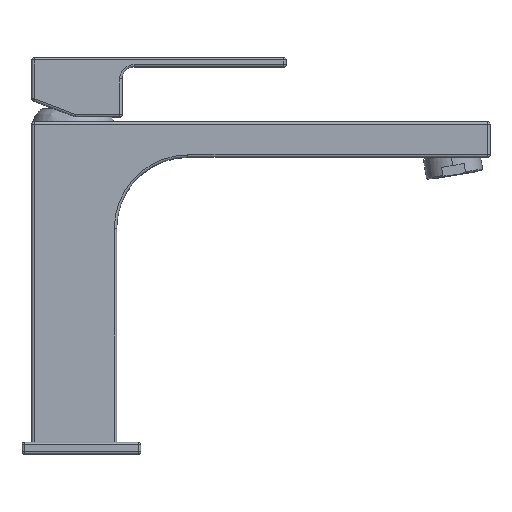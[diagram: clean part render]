
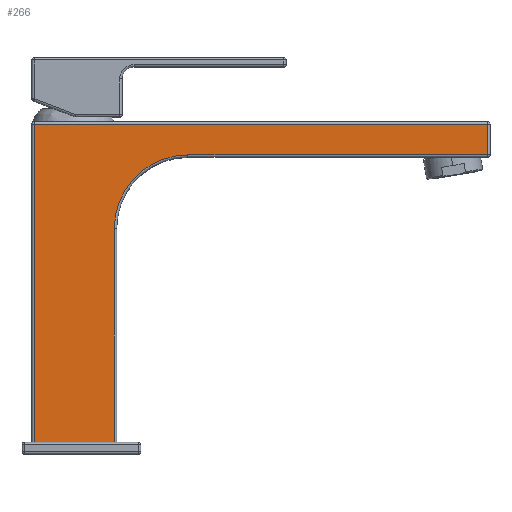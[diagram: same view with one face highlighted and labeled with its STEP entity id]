
A CAD part, top view. The second image highlights one B-rep face of the part: STEP entity #266.
In plain terms, the highlighted planar face has unit normal (0, 0, 1).
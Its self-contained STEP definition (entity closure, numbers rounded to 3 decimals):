
#146 = FACE_OUTER_BOUND ( 'NONE', #8502, .T. ) ;
#266 = ADVANCED_FACE ( 'NONE', ( #146 ), #18620, .T. ) ;
#800 = DIRECTION ( 'NONE',  ( -1., 0., 0. ) ) ;
#911 = CIRCLE ( 'NONE', #9860, 31. ) ;
#1034 = CARTESIAN_POINT ( 'NONE',  ( 114.07, 50.56, 214.75 ) ) ;
#1754 = CARTESIAN_POINT ( 'NONE',  ( -43.08, 19.56, 214.75 ) ) ;
#1794 = CARTESIAN_POINT ( 'NONE',  ( -12.08, 19.56, 214.75 ) ) ;
#1900 = DIRECTION ( 'NONE',  ( -1., 0., 0. ) ) ;
#2297 = CARTESIAN_POINT ( 'NONE',  ( -76.78, -70.44, 214.75 ) ) ;
#2359 = ORIENTED_EDGE ( 'NONE', *, *, #5611, .T. ) ;
#3256 = DIRECTION ( 'NONE',  ( 1., 0., 0. ) ) ;
#3619 = AXIS2_PLACEMENT_3D ( 'NONE', #15387, #4314, #15236 ) ;
#4238 = ORIENTED_EDGE ( 'NONE', *, *, #4792, .T. ) ;
#4314 = DIRECTION ( 'NONE',  ( 0., 0., 1. ) ) ;
#4461 = CARTESIAN_POINT ( 'NONE',  ( -43.08, -70.44, 214.75 ) ) ;
#4555 = VERTEX_POINT ( 'NONE', #17658 ) ;
#4792 = EDGE_CURVE ( 'NONE', #19035, #17727, #12606, .T. ) ;
#4848 = DIRECTION ( 'NONE',  ( 1., 0., 0. ) ) ;
#4954 = LINE ( 'NONE', #8820, #19709 ) ;
#5271 = VECTOR ( 'NONE', #1900, 1000. ) ;
#5599 = ORIENTED_EDGE ( 'NONE', *, *, #20706, .F. ) ;
#5611 = EDGE_CURVE ( 'NONE', #12279, #19035, #20555, .T. ) ;
#6006 = DIRECTION ( 'NONE',  ( 0., 1., 0. ) ) ;
#6262 = LINE ( 'NONE', #4461, #14233 ) ;
#7167 = ORIENTED_EDGE ( 'NONE', *, *, #14864, .T. ) ;
#7645 = VECTOR ( 'NONE', #16536, 1000. ) ;
#8055 = CARTESIAN_POINT ( 'NONE',  ( -76.78, 63.56, 214.75 ) ) ;
#8502 = EDGE_LOOP ( 'NONE', ( #7167, #20626, #5599, #11002, #9579, #2359, #4238 ) ) ;
#8660 = CARTESIAN_POINT ( 'NONE',  ( -12.08, 50.56, 214.75 ) ) ;
#8820 = CARTESIAN_POINT ( 'NONE',  ( -42.08, 63.56, 214.75 ) ) ;
#9106 = EDGE_CURVE ( 'NONE', #13651, #12279, #911, .T. ) ;
#9237 = VERTEX_POINT ( 'NONE', #8055 ) ;
#9579 = ORIENTED_EDGE ( 'NONE', *, *, #9106, .T. ) ;
#9860 = AXIS2_PLACEMENT_3D ( 'NONE', #1794, #15853, #3256 ) ;
#10163 = EDGE_CURVE ( 'NONE', #4555, #13651, #6262, .T. ) ;
#11002 = ORIENTED_EDGE ( 'NONE', *, *, #10163, .T. ) ;
#12209 = CARTESIAN_POINT ( 'NONE',  ( -42.08, -70.44, 214.75 ) ) ;
#12279 = VERTEX_POINT ( 'NONE', #8660 ) ;
#12606 = LINE ( 'NONE', #18146, #7645 ) ;
#13412 = LINE ( 'NONE', #2297, #15413 ) ;
#13651 = VERTEX_POINT ( 'NONE', #1754 ) ;
#13846 = VERTEX_POINT ( 'NONE', #19600 ) ;
#14232 = LINE ( 'NONE', #12209, #5271 ) ;
#14233 = VECTOR ( 'NONE', #6006, 1000. ) ;
#14392 = CARTESIAN_POINT ( 'NONE',  ( -42.08, 50.56, 214.75 ) ) ;
#14864 = EDGE_CURVE ( 'NONE', #17727, #9237, #4954, .T. ) ;
#15236 = DIRECTION ( 'NONE',  ( 1., 0., 0. ) ) ;
#15387 = CARTESIAN_POINT ( 'NONE',  ( -42.08, -70.44, 214.75 ) ) ;
#15413 = VECTOR ( 'NONE', #18249, 1000. ) ;
#15853 = DIRECTION ( 'NONE',  ( 0., 0., -1. ) ) ;
#16303 = VECTOR ( 'NONE', #4848, 1000. ) ;
#16536 = DIRECTION ( 'NONE',  ( 0., 1., 0. ) ) ;
#17658 = CARTESIAN_POINT ( 'NONE',  ( -43.08, -70.44, 214.75 ) ) ;
#17727 = VERTEX_POINT ( 'NONE', #17991 ) ;
#17991 = CARTESIAN_POINT ( 'NONE',  ( 114.07, 63.56, 214.75 ) ) ;
#18146 = CARTESIAN_POINT ( 'NONE',  ( 114.07, 64.56, 214.75 ) ) ;
#18249 = DIRECTION ( 'NONE',  ( 0., -1., 0. ) ) ;
#18620 = PLANE ( 'NONE',  #3619 ) ;
#18978 = EDGE_CURVE ( 'NONE', #9237, #13846, #13412, .T. ) ;
#19035 = VERTEX_POINT ( 'NONE', #1034 ) ;
#19600 = CARTESIAN_POINT ( 'NONE',  ( -76.78, -70.44, 214.75 ) ) ;
#19709 = VECTOR ( 'NONE', #800, 1000. ) ;
#20555 = LINE ( 'NONE', #14392, #16303 ) ;
#20626 = ORIENTED_EDGE ( 'NONE', *, *, #18978, .T. ) ;
#20706 = EDGE_CURVE ( 'NONE', #4555, #13846, #14232, .T. ) ;
